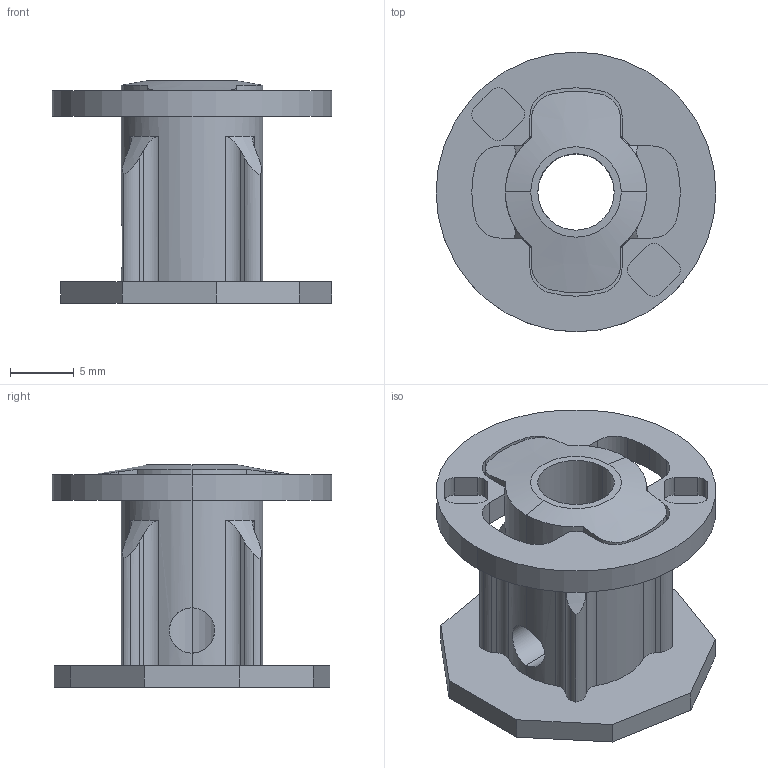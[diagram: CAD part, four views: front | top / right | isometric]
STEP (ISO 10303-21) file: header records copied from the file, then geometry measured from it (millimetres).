
FILE_DESCRIPTION (( 'STEP AP214' ), '1' );
FILE_NAME ('Twist_Hub_6mmx075_R2.STEP', '2021-11-10T01:00:46', ( '' ), ( '' ), 'SwSTEP 2.0', 'SolidWorks 2015', '' );
FILE_SCHEMA (( 'AUTOMOTIVE_DESIGN' ));
Length unit declared in the file: inch
Products named in the file (1): Twist_Hub_6mmx075_R2
Bounding box: 22 x 22 x 17.48 mm (x, y, z)
Volume: 2175.8 mm3; surface area: 2575.5 mm2
Topology: 2 solids, 2 shells, 113 faces, 318 edges, 210 vertices
Faces by surface type: cylinder 59, plane 48, cone 6
Entity records: 3973 total; most frequent: CARTESIAN_POINT 960, ORIENTED_EDGE 636, DIRECTION 614, EDGE_CURVE 318, AXIS2_PLACEMENT_3D 222, VERTEX_POINT 210, LINE 170, VECTOR 170
